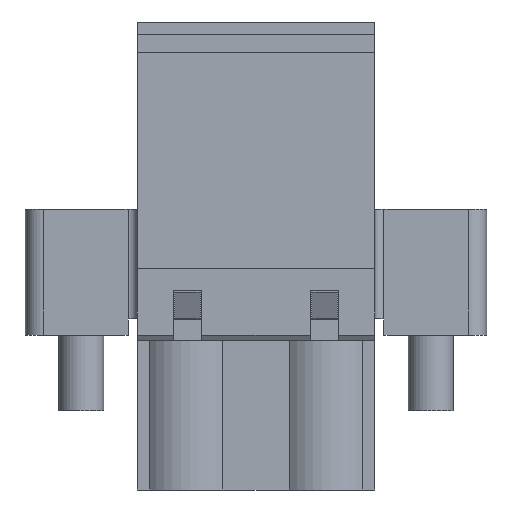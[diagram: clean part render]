
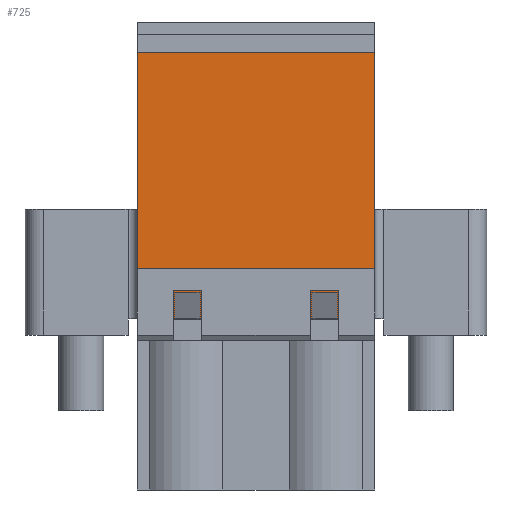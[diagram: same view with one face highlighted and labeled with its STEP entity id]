
A CAD part, front view. The second image highlights one B-rep face of the part: STEP entity #725.
In plain terms, the highlighted planar face has unit normal (0, -1, 0).
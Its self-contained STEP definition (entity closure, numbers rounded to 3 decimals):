
#725 = ADVANCED_FACE( '', ( #1600 ), #1601, .T. );
#1600 = FACE_OUTER_BOUND( '', #2693, .T. );
#1601 = PLANE( '', #2694 );
#2693 = EDGE_LOOP( '', ( #4408, #4409, #4410, #4411, #4412, #4413, #4414, #4415, #4416, #4417, #4418, #4419 ) );
#2694 = AXIS2_PLACEMENT_3D( '', #4420, #4421, #4422 );
#4408 = ORIENTED_EDGE( '', *, *, #7199, .F. );
#4409 = ORIENTED_EDGE( '', *, *, #6890, .F. );
#4410 = ORIENTED_EDGE( '', *, *, #7200, .F. );
#4411 = ORIENTED_EDGE( '', *, *, #7092, .T. );
#4412 = ORIENTED_EDGE( '', *, *, #7201, .T. );
#4413 = ORIENTED_EDGE( '', *, *, #6888, .F. );
#4414 = ORIENTED_EDGE( '', *, *, #7168, .T. );
#4415 = ORIENTED_EDGE( '', *, *, #7202, .F. );
#4416 = ORIENTED_EDGE( '', *, *, #6793, .F. );
#4417 = ORIENTED_EDGE( '', *, *, #6886, .F. );
#4418 = ORIENTED_EDGE( '', *, *, #7203, .T. );
#4419 = ORIENTED_EDGE( '', *, *, #6691, .T. );
#4420 = CARTESIAN_POINT( '', ( 13.22, 0., 0. ) );
#4421 = DIRECTION( '', ( 0., -1., 0. ) );
#4422 = DIRECTION( '', ( 0., 0., -1. ) );
#6691 = EDGE_CURVE( '', #8000, #7997, #8001, .T. );
#6793 = EDGE_CURVE( '', #8183, #8185, #8186, .T. );
#6886 = EDGE_CURVE( '', #8342, #8183, #8344, .T. );
#6888 = EDGE_CURVE( '', #8345, #8347, #8348, .T. );
#6890 = EDGE_CURVE( '', #8349, #8351, #8352, .T. );
#7092 = EDGE_CURVE( '', #8693, #8691, #8694, .T. );
#7168 = EDGE_CURVE( '', #8345, #8807, #8809, .T. );
#7199 = EDGE_CURVE( '', #8351, #7997, #8855, .T. );
#7200 = EDGE_CURVE( '', #8693, #8349, #8856, .T. );
#7201 = EDGE_CURVE( '', #8691, #8347, #8857, .T. );
#7202 = EDGE_CURVE( '', #8185, #8807, #8858, .T. );
#7203 = EDGE_CURVE( '', #8342, #8000, #8859, .T. );
#7997 = VERTEX_POINT( '', #9906 );
#8000 = VERTEX_POINT( '', #9910 );
#8001 = LINE( '', #9911, #9912 );
#8183 = VERTEX_POINT( '', #10172 );
#8185 = VERTEX_POINT( '', #10175 );
#8186 = LINE( '', #10176, #10177 );
#8342 = VERTEX_POINT( '', #10391 );
#8344 = LINE( '', #10394, #10395 );
#8345 = VERTEX_POINT( '', #10396 );
#8347 = VERTEX_POINT( '', #10399 );
#8348 = LINE( '', #10400, #10401 );
#8349 = VERTEX_POINT( '', #10402 );
#8351 = VERTEX_POINT( '', #10405 );
#8352 = LINE( '', #10406, #10407 );
#8691 = VERTEX_POINT( '', #10894 );
#8693 = VERTEX_POINT( '', #10897 );
#8694 = LINE( '', #10898, #10899 );
#8807 = VERTEX_POINT( '', #11069 );
#8809 = LINE( '', #11072, #11073 );
#8855 = LINE( '', #11134, #11135 );
#8856 = LINE( '', #11136, #11137 );
#8857 = LINE( '', #11138, #11139 );
#8858 = LINE( '', #11140, #11141 );
#8859 = LINE( '', #11142, #11143 );
#9906 = CARTESIAN_POINT( '', ( 0., 0., 15.7 ) );
#9910 = CARTESIAN_POINT( '', ( 13.22, 0., 15.7 ) );
#9911 = CARTESIAN_POINT( '', ( 13.22, 0., 15.7 ) );
#9912 = VECTOR( '', #12468, 1000. );
#10172 = CARTESIAN_POINT( '', ( 11.12, 0., 0.9 ) );
#10175 = CARTESIAN_POINT( '', ( 11.12, 0., 2.4 ) );
#10176 = CARTESIAN_POINT( '', ( 11.12, 0., 0.9 ) );
#10177 = VECTOR( '', #12569, 1000. );
#10391 = CARTESIAN_POINT( '', ( 13.22, 0., 0.9 ) );
#10394 = CARTESIAN_POINT( '', ( 13.72, 0., 0.9 ) );
#10395 = VECTOR( '', #12680, 1000. );
#10396 = CARTESIAN_POINT( '', ( 9.72, 0., 0.9 ) );
#10399 = CARTESIAN_POINT( '', ( 3.5, 0., 0.9 ) );
#10400 = CARTESIAN_POINT( '', ( 13.72, 0., 0.9 ) );
#10401 = VECTOR( '', #12682, 1000. );
#10402 = CARTESIAN_POINT( '', ( 2.1, 0., 0.9 ) );
#10405 = CARTESIAN_POINT( '', ( 0., 0., 0.9 ) );
#10406 = CARTESIAN_POINT( '', ( 13.72, 0., 0.9 ) );
#10407 = VECTOR( '', #12684, 1000. );
#10894 = CARTESIAN_POINT( '', ( 3.5, 0., 2.4 ) );
#10897 = CARTESIAN_POINT( '', ( 2.1, 0., 2.4 ) );
#10898 = CARTESIAN_POINT( '', ( 2.1, 0., 2.4 ) );
#10899 = VECTOR( '', #12901, 1000. );
#11069 = CARTESIAN_POINT( '', ( 9.72, 0., 2.4 ) );
#11072 = CARTESIAN_POINT( '', ( 9.72, 0., 0.9 ) );
#11073 = VECTOR( '', #12963, 1000. );
#11134 = CARTESIAN_POINT( '', ( 0., 0., 0. ) );
#11135 = VECTOR( '', #13000, 1000. );
#11136 = CARTESIAN_POINT( '', ( 2.1, 0., 2.4 ) );
#11137 = VECTOR( '', #13001, 1000. );
#11138 = CARTESIAN_POINT( '', ( 3.5, 0., 2.4 ) );
#11139 = VECTOR( '', #13002, 1000. );
#11140 = CARTESIAN_POINT( '', ( 11.12, 0., 2.4 ) );
#11141 = VECTOR( '', #13003, 1000. );
#11142 = CARTESIAN_POINT( '', ( 13.22, 0., 0. ) );
#11143 = VECTOR( '', #13004, 1000. );
#12468 = DIRECTION( '', ( -1., 0., 0. ) );
#12569 = DIRECTION( '', ( 0., 0., 1. ) );
#12680 = DIRECTION( '', ( -1., 0., 0. ) );
#12682 = DIRECTION( '', ( -1., 0., 0. ) );
#12684 = DIRECTION( '', ( -1., 0., 0. ) );
#12901 = DIRECTION( '', ( 1., 0., 0. ) );
#12963 = DIRECTION( '', ( 0., 0., 1. ) );
#13000 = DIRECTION( '', ( 0., 0., 1. ) );
#13001 = DIRECTION( '', ( 0., 0., -1. ) );
#13002 = DIRECTION( '', ( 0., 0., -1. ) );
#13003 = DIRECTION( '', ( -1., 0., 0. ) );
#13004 = DIRECTION( '', ( 0., 0., 1. ) );
